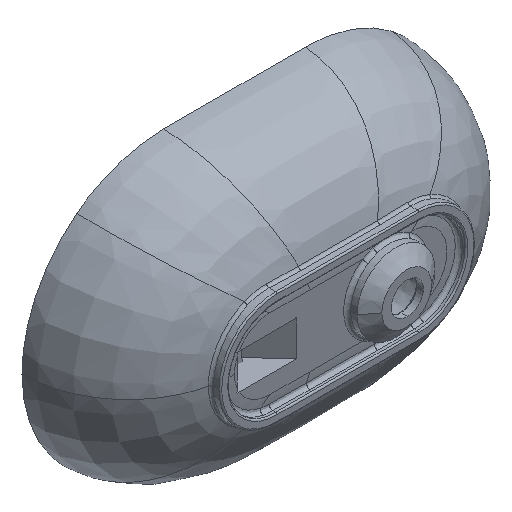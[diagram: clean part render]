
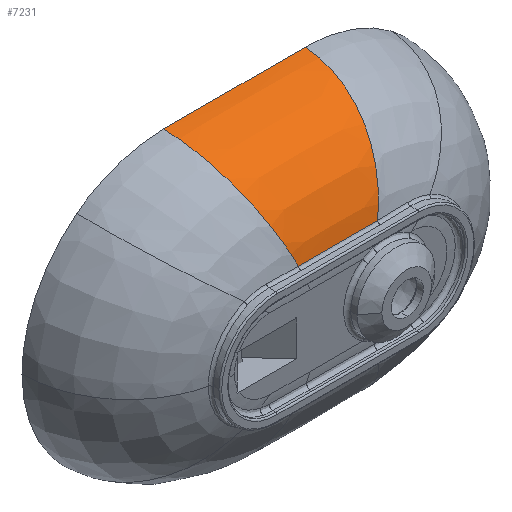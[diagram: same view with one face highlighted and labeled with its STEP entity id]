
A CAD part, isometric view. The second image highlights one B-rep face of the part: STEP entity #7231.
In plain terms, the highlighted free-form (B-spline) face has degree [5, 5] with [11, 7] control points.
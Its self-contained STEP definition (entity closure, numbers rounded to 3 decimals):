
#339=CARTESIAN_POINT('',(0.,0.,200.));
#347=CARTESIAN_POINT('',(0.,0.,200.));
#348=CARTESIAN_POINT('',(0.067,-9.817,199.551));
#349=CARTESIAN_POINT('',(0.914,-29.451,196.858));
#350=CARTESIAN_POINT('',(4.282,-57.776,187.536));
#351=CARTESIAN_POINT('',(9.623,-83.862,173.244));
#352=CARTESIAN_POINT('',(16.744,-106.752,154.47));
#353=CARTESIAN_POINT('',(25.381,-125.528,131.878));
#354=CARTESIAN_POINT('',(34.664,-138.717,107.704));
#355=CARTESIAN_POINT('',(41.135,-144.246,90.892));
#356=CARTESIAN_POINT('',(44.143,-146.106,83.083));
#861=CARTESIAN_POINT('',(155.857,-146.106,83.083));
#1457=CARTESIAN_POINT('',(155.857,-146.106,83.083));
#1458=CARTESIAN_POINT('',(152.182,-146.132,83.088));
#1459=CARTESIAN_POINT('',(145.164,-146.176,83.095));
#1460=CARTESIAN_POINT('',(135.541,-146.223,83.104));
#1461=CARTESIAN_POINT('',(127.065,-146.256,83.11));
#1462=CARTESIAN_POINT('',(119.573,-146.277,83.113));
#1463=CARTESIAN_POINT('',(112.23,-146.291,83.116));
#1464=CARTESIAN_POINT('',(104.544,-146.299,83.117));
#1465=CARTESIAN_POINT('',(96.371,-146.3,83.117));
#1466=CARTESIAN_POINT('',(87.605,-146.291,83.116));
#1467=CARTESIAN_POINT('',(78.131,-146.272,83.112));
#1468=CARTESIAN_POINT('',(67.835,-146.238,83.106));
#1469=CARTESIAN_POINT('',(56.614,-146.186,83.097));
#1470=CARTESIAN_POINT('',(48.416,-146.136,83.089));
#1471=CARTESIAN_POINT('',(44.143,-146.106,83.083));
#1473=CARTESIAN_POINT('',(200.,0.,200.));
#1474=CARTESIAN_POINT('',(166.667,0.,200.));
#1475=CARTESIAN_POINT('',(100.,0.,200.));
#1476=CARTESIAN_POINT('',(33.333,0.,200.));
#1477=CARTESIAN_POINT('',(0.,0.,200.));
#1479=CARTESIAN_POINT('',(200.,0.,200.));
#1480=CARTESIAN_POINT('',(199.933,-9.817,199.551));
#1481=CARTESIAN_POINT('',(199.086,-29.451,196.858));
#1482=CARTESIAN_POINT('',(195.718,-57.776,187.536));
#1483=CARTESIAN_POINT('',(190.377,-83.862,173.244));
#1484=CARTESIAN_POINT('',(183.256,-106.752,154.47));
#1485=CARTESIAN_POINT('',(174.619,-125.528,131.878));
#1486=CARTESIAN_POINT('',(165.336,-138.717,107.704));
#1487=CARTESIAN_POINT('',(158.865,-144.246,90.892));
#1488=CARTESIAN_POINT('',(155.857,-146.106,83.083));
#2785=VERTEX_POINT('',#339);
#2786=VERTEX_POINT('',#1473);
#2829=VERTEX_POINT('',#861);
#2831=VERTEX_POINT('',#1471);
#7147=CARTESIAN_POINT('',(-2.01,2.359,200.095));
#7148=CARTESIAN_POINT('',(18.398,2.359,200.05));
#7149=CARTESIAN_POINT('',(59.204,2.359,199.982));
#7150=CARTESIAN_POINT('',(100.,2.359,199.958));
#7151=CARTESIAN_POINT('',(140.796,2.359,199.982));
#7152=CARTESIAN_POINT('',(181.602,2.359,200.05));
#7153=CARTESIAN_POINT('',(202.01,2.359,200.095));
#7154=CARTESIAN_POINT('',(-2.002,-4.006,
199.885));
#7155=CARTESIAN_POINT('',(18.389,-4.006,199.962));
#7156=CARTESIAN_POINT('',(59.185,-4.006,200.081));
#7157=CARTESIAN_POINT('',(100.,-4.006,200.122));
#7158=CARTESIAN_POINT('',(140.815,-4.006,200.081));
#7159=CARTESIAN_POINT('',(181.611,-4.006,199.962));
#7160=CARTESIAN_POINT('',(202.002,-4.006,199.885));
#7161=CARTESIAN_POINT('',(-1.742,-16.244,
198.879));
#7162=CARTESIAN_POINT('',(18.57,-16.244,199.173));
#7163=CARTESIAN_POINT('',(59.248,-16.244,199.622));
#7164=CARTESIAN_POINT('',(100.,-16.244,199.778));
#7165=CARTESIAN_POINT('',(140.752,-16.244,199.622));
#7166=CARTESIAN_POINT('',(181.43,-16.244,199.173));
#7167=CARTESIAN_POINT('',(201.742,-16.244,198.879));
#7168=CARTESIAN_POINT('',(-0.31,-40.212,
194.635));
#7169=CARTESIAN_POINT('',(19.671,-40.212,195.28));
#7170=CARTESIAN_POINT('',(59.754,-40.212,196.268));
#7171=CARTESIAN_POINT('',(100.,-40.212,196.61));
#7172=CARTESIAN_POINT('',(140.246,-40.212,196.268));
#7173=CARTESIAN_POINT('',(180.329,-40.212,195.28));
#7174=CARTESIAN_POINT('',(200.31,-40.212,194.635));
#7175=CARTESIAN_POINT('',(4.49,-74.409,181.742));
#7176=CARTESIAN_POINT('',(23.471,-74.409,182.703));
#7177=CARTESIAN_POINT('',(61.614,-74.409,184.172));
#7178=CARTESIAN_POINT('',(100.,-74.409,184.682));
#7179=CARTESIAN_POINT('',(138.386,-74.409,184.172));
#7180=CARTESIAN_POINT('',(176.529,-74.409,182.703));
#7181=CARTESIAN_POINT('',(195.51,-74.409,181.742));
#7182=CARTESIAN_POINT('',(14.325,-108.79,156.265));
#7183=CARTESIAN_POINT('',(31.335,-108.79,157.261));
#7184=CARTESIAN_POINT('',(65.541,-108.79,158.783));
#7185=CARTESIAN_POINT('',(100.,-108.79,159.31));
#7186=CARTESIAN_POINT('',(134.459,-108.79,158.783));
#7187=CARTESIAN_POINT('',(168.665,-108.79,157.261));
#7188=CARTESIAN_POINT('',(185.675,-108.79,156.265));
#7189=CARTESIAN_POINT('',(27.535,-134.176,122.475));
#7190=CARTESIAN_POINT('',(41.932,-134.176,123.24));
#7191=CARTESIAN_POINT('',(70.869,-134.176,124.409));
#7192=CARTESIAN_POINT('',(100.,-134.176,124.814));
#7193=CARTESIAN_POINT('',(129.131,-134.176,124.409));
#7194=CARTESIAN_POINT('',(158.068,-134.176,123.24));
#7195=CARTESIAN_POINT('',(172.465,-134.176,122.475));
#7196=CARTESIAN_POINT('',(40.632,-146.268,89.137));
#7197=CARTESIAN_POINT('',(52.452,-146.268,89.567));
#7198=CARTESIAN_POINT('',(76.172,-146.268,90.223));
#7199=CARTESIAN_POINT('',(100.,-146.268,90.45));
#7200=CARTESIAN_POINT('',(123.828,-146.268,90.223));
#7201=CARTESIAN_POINT('',(147.548,-146.268,89.567));
#7202=CARTESIAN_POINT('',(159.368,-146.268,89.137));
#7203=CARTESIAN_POINT('',(49.803,-149.622,65.825));
#7204=CARTESIAN_POINT('',(59.821,-149.622,65.999));
#7205=CARTESIAN_POINT('',(79.888,-149.622,66.264));
#7206=CARTESIAN_POINT('',(100.,-149.622,66.357));
#7207=CARTESIAN_POINT('',(120.112,-149.622,66.264));
#7208=CARTESIAN_POINT('',(140.179,-149.622,65.999));
#7209=CARTESIAN_POINT('',(150.197,-149.622,65.825));
#7210=CARTESIAN_POINT('',(54.484,-150.08,53.925));
#7211=CARTESIAN_POINT('',(63.582,-150.08,53.969));
#7212=CARTESIAN_POINT('',(81.786,-150.08,54.035));
#7213=CARTESIAN_POINT('',(100.,-150.08,54.058));
#7214=CARTESIAN_POINT('',(118.214,-150.08,54.035));
#7215=CARTESIAN_POINT('',(136.418,-150.08,53.969));
#7216=CARTESIAN_POINT('',(145.516,-150.08,53.925));
#7217=CARTESIAN_POINT('',(56.918,-149.982,47.74));
#7218=CARTESIAN_POINT('',(65.537,-149.982,47.715));
#7219=CARTESIAN_POINT('',(82.772,-149.982,47.677));
#7220=CARTESIAN_POINT('',(100.,-149.982,47.664));
#7221=CARTESIAN_POINT('',(117.228,-149.982,47.677));
#7222=CARTESIAN_POINT('',(134.463,-149.982,47.715));
#7223=CARTESIAN_POINT('',(143.082,-149.982,47.74));
#7224=B_SPLINE_SURFACE_WITH_KNOTS('',5,5,((#7147,#7148,#7149,#7150,#7151,#7152,
#7153),(#7154,#7155,#7156,#7157,#7158,#7159,#7160),(#7161,#7162,#7163,#7164,
#7165,#7166,#7167),(#7168,#7169,#7170,#7171,#7172,#7173,#7174),(#7175,#7176,
#7177,#7178,#7179,#7180,#7181),(#7182,#7183,#7184,#7185,#7186,#7187,#7188),(
#7189,#7190,#7191,#7192,#7193,#7194,#7195),(#7196,#7197,#7198,#7199,#7200,#7201,
#7202),(#7203,#7204,#7205,#7206,#7207,#7208,#7209),(#7210,#7211,#7212,#7213,
#7214,#7215,#7216),(#7217,#7218,#7219,#7220,#7221,#7222,#7223)),.UNSPECIFIED.,
.F.,.F.,.F.,(6,1,1,1,1,1,6),(6,1,6),(-0.01,0.125,0.25,0.5,
0.75,0.875,1.01),(0.188,0.25,0.312),
.UNSPECIFIED.);
#7225=ORIENTED_EDGE('',*,*,#7050,.T.);
#7226=ORIENTED_EDGE('',*,*,#4072,.F.);
#7227=ORIENTED_EDGE('',*,*,#3447,.F.);
#7228=ORIENTED_EDGE('',*,*,#5098,.T.);
#7229=EDGE_LOOP('',(#7225,#7226,#7227,#7228));
#7230=FACE_OUTER_BOUND('',#7229,.F.);
#7231=ADVANCED_FACE('',(#7230),#7224,.T.);
#357=B_SPLINE_CURVE_WITH_KNOTS('',3,(#347,#348,#349,#350,#351,#352,#353,#354,
#355,#356),.UNSPECIFIED.,.F.,.F.,(4,1,1,1,1,1,1,4),(0.,0.146,
0.293,0.439,0.585,0.731,
0.878,1.),.UNSPECIFIED.);
#1472=B_SPLINE_CURVE_WITH_KNOTS('',3,(#1457,#1458,#1459,#1460,#1461,#1462,#1463,
#1464,#1465,#1466,#1467,#1468,#1469,#1470,#1471),.UNSPECIFIED.,.F.,.F.,(4,1,1,1,
1,1,1,1,1,1,1,1,4),(0.,0.083,0.167,0.25,
0.333,0.417,0.5,0.583,0.667,
0.75,0.833,0.917,1.),.UNSPECIFIED.);
#1478=B_SPLINE_CURVE_WITH_KNOTS('',3,(#1473,#1474,#1475,#1476,#1477),
.UNSPECIFIED.,.F.,.F.,(4,1,4),(0.,0.5,1.),.UNSPECIFIED.);
#1489=B_SPLINE_CURVE_WITH_KNOTS('',3,(#1479,#1480,#1481,#1482,#1483,#1484,#1485,
#1486,#1487,#1488),.UNSPECIFIED.,.F.,.F.,(4,1,1,1,1,1,1,4),(0.,
0.146,0.293,0.439,0.585,
0.731,0.878,1.),.UNSPECIFIED.);
#3447=EDGE_CURVE('',#2786,#2785,#1478,.T.);
#4072=EDGE_CURVE('',#2785,#2831,#357,.T.);
#5098=EDGE_CURVE('',#2786,#2829,#1489,.T.);
#7050=EDGE_CURVE('',#2829,#2831,#1472,.T.);
